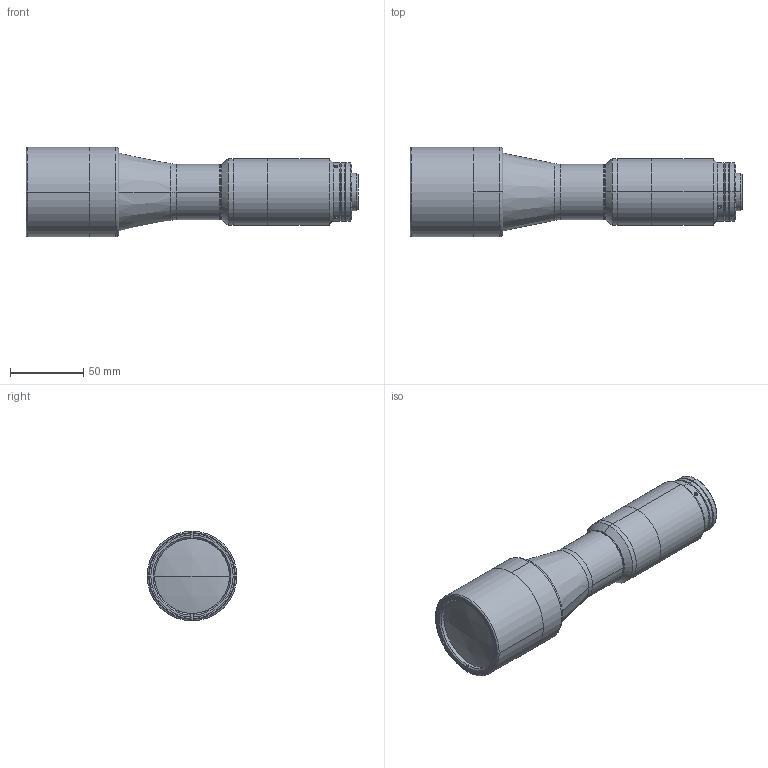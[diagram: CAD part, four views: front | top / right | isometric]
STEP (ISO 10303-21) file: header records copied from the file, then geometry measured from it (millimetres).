
FILE_DESCRIPTION (( 'STEP AP203' ), '1' );
FILE_NAME ('DP32104-A_TC4MHRP036-C.step', '2022-06-13T07:40:39', ( '' ), ( '' ), 'SwSTEP 2.0', 'SolidWorks 2021', '' );
FILE_SCHEMA (( 'CONFIG_CONTROL_DESIGN' ));
Length unit declared in the file: millimetre
Products named in the file (1): DP32104-A_TC4MHRP036-C
Bounding box: 225.94 x 61 x 61 mm (x, y, z)
Surface area: 48817.2 mm2 (no closed solid volume)
Topology: 0 solids, 16 shells, 97 faces, 270 edges, 191 vertices
Faces by surface type: cylinder 42, plane 31, cone 16, torus 6, sphere 2
Entity records: 3448 total; most frequent: CARTESIAN_POINT 793, DIRECTION 602, ORIENTED_EDGE 428, EDGE_CURVE 270, AXIS2_PLACEMENT_3D 250, VERTEX_POINT 191, CIRCLE 152, EDGE_LOOP 126
